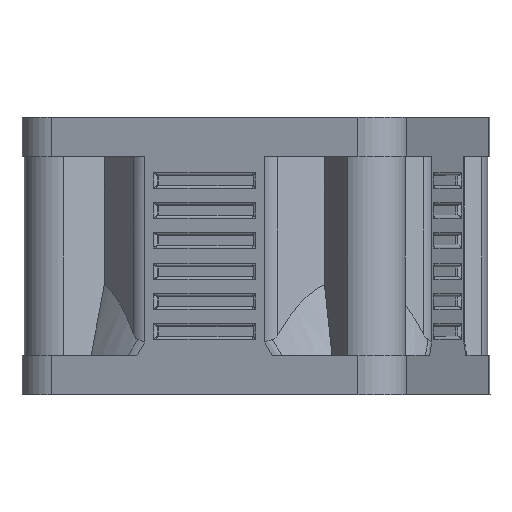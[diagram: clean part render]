
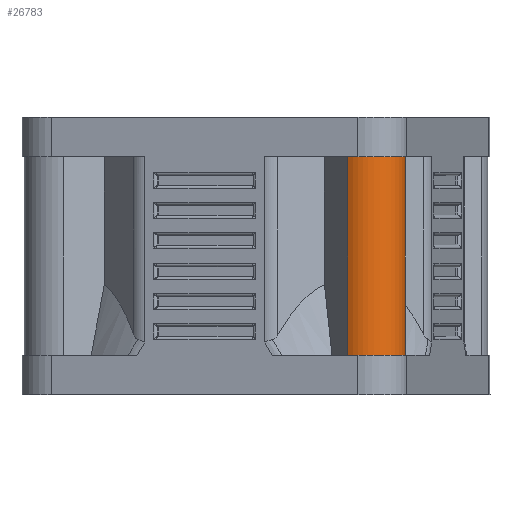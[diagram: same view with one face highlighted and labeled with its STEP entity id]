
A CAD part, left-side view. The second image highlights one B-rep face of the part: STEP entity #26783.
In plain terms, the highlighted cylindrical face has radius 3.75 mm (diameter 7.5 mm), a partial arc.
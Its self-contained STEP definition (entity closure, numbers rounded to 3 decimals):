
#132=CARTESIAN_POINT('',(-19.596,-11.314,24.));
#133=DIRECTION('',(0.,0.,-1.));
#134=DIRECTION('',(0.057,-0.998,0.));
#135=AXIS2_PLACEMENT_3D('',#132,#133,#134);
#137=CARTESIAN_POINT('',(-19.596,-11.314,24.));
#138=DIRECTION('',(0.,0.,-1.));
#139=DIRECTION('',(-1.,0.,0.));
#140=AXIS2_PLACEMENT_3D('',#137,#138,#139);
#5653=CARTESIAN_POINT('',(-19.596,-11.314,4.));
#5654=DIRECTION('',(0.,0.,1.));
#5655=DIRECTION('',(-0.836,0.549,0.));
#5656=AXIS2_PLACEMENT_3D('',#5653,#5654,#5655);
#5658=CARTESIAN_POINT('',(-19.596,-11.314,4.));
#5659=DIRECTION('',(0.,0.,1.));
#5660=DIRECTION('',(-1.,0.,0.));
#5661=AXIS2_PLACEMENT_3D('',#5658,#5659,#5660);
#5728=DIRECTION('',(0.,0.,-1.));
#5729=VECTOR('',#5728,20.);
#5730=CARTESIAN_POINT('',(-19.381,-15.057,24.));
#5731=LINE('',#5730,#5729);
#5732=DIRECTION('',(0.,0.,1.));
#5733=VECTOR('',#5732,20.);
#5734=CARTESIAN_POINT('',(-22.73,-9.255,4.));
#5735=LINE('',#5734,#5733);
#11685=CARTESIAN_POINT('',(-19.381,-15.057,24.));
#11686=VERTEX_POINT('',#11685);
#11687=CARTESIAN_POINT('',(-23.346,-11.314,24.));
#11688=VERTEX_POINT('',#11687);
#11689=CARTESIAN_POINT('',(-22.73,-9.255,24.));
#11690=VERTEX_POINT('',#11689);
#12599=CARTESIAN_POINT('',(-22.73,-9.255,4.));
#12600=VERTEX_POINT('',#12599);
#12601=CARTESIAN_POINT('',(-23.346,-11.314,4.));
#12602=VERTEX_POINT('',#12601);
#12603=CARTESIAN_POINT('',(-19.381,-15.058,4.));
#12604=VERTEX_POINT('',#12603);
#26769=CARTESIAN_POINT('',(-19.596,-11.314,24.));
#26770=DIRECTION('',(0.,0.,1.));
#26771=DIRECTION('',(-1.,0.,0.));
#26772=AXIS2_PLACEMENT_3D('',#26769,#26770,#26771);
#26773=CYLINDRICAL_SURFACE('',#26772,3.75);
#26774=ORIENTED_EDGE('',*,*,#14253,.F.);
#26776=ORIENTED_EDGE('',*,*,#26775,.T.);
#26777=ORIENTED_EDGE('',*,*,#26668,.F.);
#26778=ORIENTED_EDGE('',*,*,#26666,.F.);
#26779=ORIENTED_EDGE('',*,*,#26759,.T.);
#26780=ORIENTED_EDGE('',*,*,#14255,.F.);
#26781=EDGE_LOOP('',(#26774,#26776,#26777,#26778,#26779,#26780));
#26782=FACE_OUTER_BOUND('',#26781,.F.);
#26783=ADVANCED_FACE('',(#26782),#26773,.T.);
#136=CIRCLE('',#135,3.75);
#141=CIRCLE('',#140,3.75);
#5657=CIRCLE('',#5656,3.75);
#5662=CIRCLE('',#5661,3.75);
#14253=EDGE_CURVE('',#11686,#11688,#136,.T.);
#14255=EDGE_CURVE('',#11688,#11690,#141,.T.);
#26666=EDGE_CURVE('',#12600,#12602,#5657,.T.);
#26668=EDGE_CURVE('',#12602,#12604,#5662,.T.);
#26759=EDGE_CURVE('',#12600,#11690,#5735,.T.);
#26775=EDGE_CURVE('',#11686,#12604,#5731,.T.);
